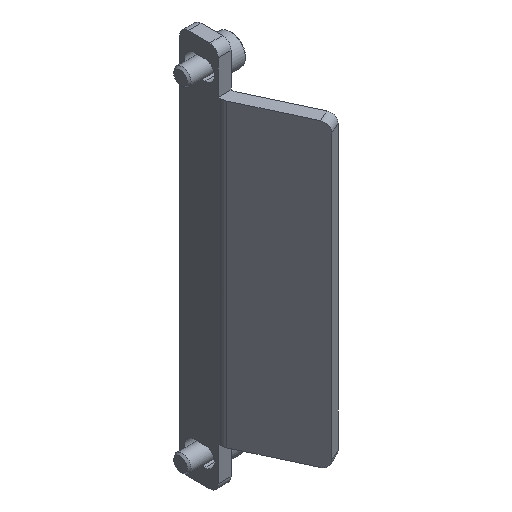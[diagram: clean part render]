
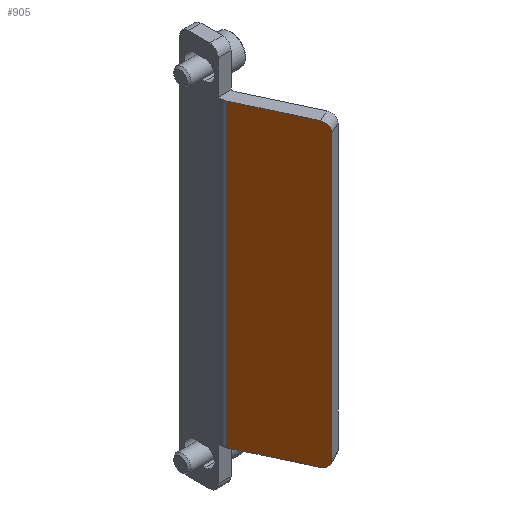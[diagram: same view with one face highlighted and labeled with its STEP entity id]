
A CAD part, isometric view. The second image highlights one B-rep face of the part: STEP entity #905.
In plain terms, the highlighted face is planar.
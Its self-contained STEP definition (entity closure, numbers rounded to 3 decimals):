
#78=CIRCLE('',#1003,2.);
#79=CIRCLE('',#1004,2.);
#126=ORIENTED_EDGE('',*,*,#374,.F.);
#127=ORIENTED_EDGE('',*,*,#375,.F.);
#128=ORIENTED_EDGE('',*,*,#376,.T.);
#129=ORIENTED_EDGE('',*,*,#377,.T.);
#130=ORIENTED_EDGE('',*,*,#378,.T.);
#131=ORIENTED_EDGE('',*,*,#379,.F.);
#374=EDGE_CURVE('',#498,#499,#579,.T.);
#375=EDGE_CURVE('',#500,#498,#580,.T.);
#376=EDGE_CURVE('',#500,#501,#78,.T.);
#377=EDGE_CURVE('',#501,#502,#581,.T.);
#378=EDGE_CURVE('',#502,#503,#79,.T.);
#379=EDGE_CURVE('',#499,#503,#582,.T.);
#498=VERTEX_POINT('',#1416);
#499=VERTEX_POINT('',#1417);
#500=VERTEX_POINT('',#1419);
#501=VERTEX_POINT('',#1421);
#502=VERTEX_POINT('',#1423);
#503=VERTEX_POINT('',#1425);
#579=LINE('',#1415,#649);
#580=LINE('',#1418,#650);
#581=LINE('',#1422,#651);
#582=LINE('',#1426,#652);
#649=VECTOR('',#1119,1000.);
#650=VECTOR('',#1120,1000.);
#651=VECTOR('',#1123,1000.);
#652=VECTOR('',#1126,1000.);
#719=EDGE_LOOP('',(#126,#127,#128,#129,#130,#131));
#795=FACE_BOUND('',#719,.T.);
#872=PLANE('',#1002);
#905=ADVANCED_FACE('',(#795),#872,.F.);
#1002=AXIS2_PLACEMENT_3D('',#1414,#1117,#1118);
#1003=AXIS2_PLACEMENT_3D('',#1420,#1121,#1122);
#1004=AXIS2_PLACEMENT_3D('',#1424,#1124,#1125);
#1117=DIRECTION('',(0.423,0.906,0.));
#1118=DIRECTION('',(-0.906,0.423,0.));
#1119=DIRECTION('',(0.,0.,-1.));
#1120=DIRECTION('',(0.906,-0.423,0.));
#1121=DIRECTION('',(-0.423,-0.906,0.));
#1122=DIRECTION('',(-0.906,0.423,0.));
#1123=DIRECTION('',(0.,0.,-1.));
#1124=DIRECTION('',(-0.423,-0.906,0.));
#1125=DIRECTION('',(-0.906,0.423,0.));
#1126=DIRECTION('',(-0.906,0.423,0.));
#1414=CARTESIAN_POINT('',(-22.927,8.076,45.));
#1415=CARTESIAN_POINT('',(-6.211,0.281,45.));
#1416=CARTESIAN_POINT('',(-6.211,0.281,35.));
#1417=CARTESIAN_POINT('',(-6.211,0.281,-35.));
#1418=CARTESIAN_POINT('',(-21.114,7.23,35.));
#1419=CARTESIAN_POINT('',(-21.114,7.23,35.));
#1420=CARTESIAN_POINT('',(-21.114,7.23,33.));
#1421=CARTESIAN_POINT('',(-22.927,8.076,33.));
#1422=CARTESIAN_POINT('',(-22.927,8.076,45.));
#1423=CARTESIAN_POINT('',(-22.927,8.076,-33.));
#1424=CARTESIAN_POINT('',(-21.114,7.23,-33.));
#1425=CARTESIAN_POINT('',(-21.114,7.23,-35.));
#1426=CARTESIAN_POINT('',(-6.613,0.468,-35.));
